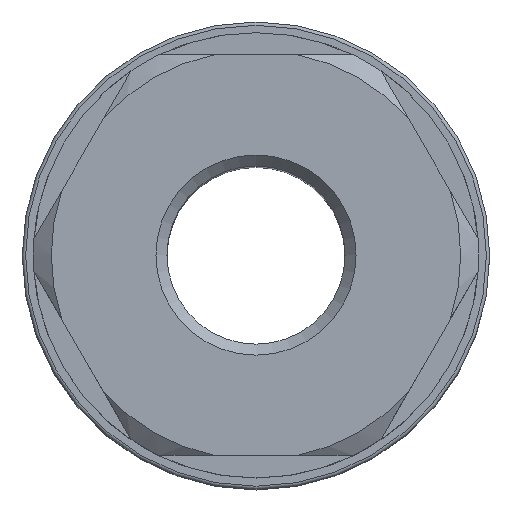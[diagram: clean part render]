
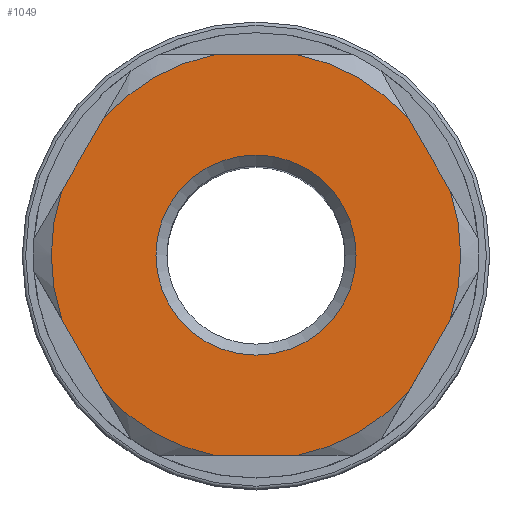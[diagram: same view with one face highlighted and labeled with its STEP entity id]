
A CAD part, top view. The second image highlights one B-rep face of the part: STEP entity #1049.
In plain terms, the highlighted planar face has unit normal (0, 0, 1).
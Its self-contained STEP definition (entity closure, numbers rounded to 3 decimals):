
#80=LINE('',#1456,#110);
#81=LINE('',#1460,#111);
#82=LINE('',#1464,#112);
#83=LINE('',#1468,#113);
#84=LINE('',#1472,#114);
#85=LINE('',#1476,#115);
#110=VECTOR('',#1223,1000.);
#111=VECTOR('',#1226,1000.);
#112=VECTOR('',#1229,1000.);
#113=VECTOR('',#1232,1000.);
#114=VECTOR('',#1235,1000.);
#115=VECTOR('',#1238,1000.);
#140=ORIENTED_EDGE('',*,*,#358,.T.);
#141=ORIENTED_EDGE('',*,*,#359,.F.);
#142=ORIENTED_EDGE('',*,*,#360,.T.);
#143=ORIENTED_EDGE('',*,*,#361,.F.);
#144=ORIENTED_EDGE('',*,*,#362,.T.);
#145=ORIENTED_EDGE('',*,*,#363,.F.);
#146=ORIENTED_EDGE('',*,*,#364,.T.);
#147=ORIENTED_EDGE('',*,*,#365,.F.);
#148=ORIENTED_EDGE('',*,*,#366,.T.);
#149=ORIENTED_EDGE('',*,*,#367,.F.);
#150=ORIENTED_EDGE('',*,*,#368,.T.);
#151=ORIENTED_EDGE('',*,*,#369,.F.);
#152=ORIENTED_EDGE('',*,*,#370,.T.);
#358=EDGE_CURVE('',#467,#467,#547,.F.);
#359=EDGE_CURVE('',#468,#469,#548,.F.);
#360=EDGE_CURVE('',#468,#470,#80,.T.);
#361=EDGE_CURVE('',#471,#470,#549,.F.);
#362=EDGE_CURVE('',#471,#472,#81,.T.);
#363=EDGE_CURVE('',#473,#472,#550,.F.);
#364=EDGE_CURVE('',#473,#474,#82,.T.);
#365=EDGE_CURVE('',#475,#474,#551,.F.);
#366=EDGE_CURVE('',#475,#476,#83,.T.);
#367=EDGE_CURVE('',#477,#476,#552,.F.);
#368=EDGE_CURVE('',#477,#478,#84,.T.);
#369=EDGE_CURVE('',#479,#478,#553,.F.);
#370=EDGE_CURVE('',#479,#469,#85,.T.);
#467=VERTEX_POINT('',#1452);
#468=VERTEX_POINT('',#1454);
#469=VERTEX_POINT('',#1455);
#470=VERTEX_POINT('',#1457);
#471=VERTEX_POINT('',#1459);
#472=VERTEX_POINT('',#1461);
#473=VERTEX_POINT('',#1463);
#474=VERTEX_POINT('',#1465);
#475=VERTEX_POINT('',#1467);
#476=VERTEX_POINT('',#1469);
#477=VERTEX_POINT('',#1471);
#478=VERTEX_POINT('',#1473);
#479=VERTEX_POINT('',#1475);
#547=CIRCLE('',#1115,2.248);
#548=CIRCLE('',#1116,4.597);
#549=CIRCLE('',#1117,4.597);
#550=CIRCLE('',#1118,4.597);
#551=CIRCLE('',#1119,4.597);
#552=CIRCLE('',#1120,4.597);
#553=CIRCLE('',#1121,4.597);
#594=EDGE_LOOP('',(#140));
#595=EDGE_LOOP('',(#141,#142,#143,#144,#145,#146,#147,#148,#149,#150,#151,
#152));
#677=FACE_BOUND('',#594,.T.);
#678=FACE_BOUND('',#595,.T.);
#760=PLANE('',#1114);
#1049=ADVANCED_FACE('',(#677,#678),#760,.T.);
#1114=AXIS2_PLACEMENT_3D('',#1450,#1217,#1218);
#1115=AXIS2_PLACEMENT_3D('',#1451,#1219,#1220);
#1116=AXIS2_PLACEMENT_3D('',#1453,#1221,#1222);
#1117=AXIS2_PLACEMENT_3D('',#1458,#1224,#1225);
#1118=AXIS2_PLACEMENT_3D('',#1462,#1227,#1228);
#1119=AXIS2_PLACEMENT_3D('',#1466,#1230,#1231);
#1120=AXIS2_PLACEMENT_3D('',#1470,#1233,#1234);
#1121=AXIS2_PLACEMENT_3D('',#1474,#1236,#1237);
#1217=DIRECTION('',(0.,0.,1.));
#1218=DIRECTION('',(1.,0.,0.));
#1219=DIRECTION('',(0.,0.,1.));
#1220=DIRECTION('',(1.,0.,0.));
#1221=DIRECTION('',(0.,0.,1.));
#1222=DIRECTION('',(1.,0.,0.));
#1223=DIRECTION('',(0.5,0.866,0.));
#1224=DIRECTION('',(0.,0.,1.));
#1225=DIRECTION('',(1.,0.,0.));
#1226=DIRECTION('',(-0.5,0.866,0.));
#1227=DIRECTION('',(0.,0.,1.));
#1228=DIRECTION('',(1.,0.,0.));
#1229=DIRECTION('',(-1.,0.,0.));
#1230=DIRECTION('',(0.,0.,1.));
#1231=DIRECTION('',(1.,0.,0.));
#1232=DIRECTION('',(-0.5,-0.866,0.));
#1233=DIRECTION('',(0.,0.,1.));
#1234=DIRECTION('',(1.,0.,0.));
#1235=DIRECTION('',(0.5,-0.866,0.));
#1236=DIRECTION('',(0.,0.,1.));
#1237=DIRECTION('',(1.,0.,0.));
#1238=DIRECTION('',(1.,0.,0.));
#1450=CARTESIAN_POINT('',(5.,0.,9.));
#1451=CARTESIAN_POINT('',(0.,0.,9.));
#1452=CARTESIAN_POINT('',(2.248,0.,9.));
#1453=CARTESIAN_POINT('',(0.,0.,9.));
#1454=CARTESIAN_POINT('',(3.427,-3.065,9.));
#1455=CARTESIAN_POINT('',(0.941,-4.5,9.));
#1456=CARTESIAN_POINT('',(2.807,-4.137,9.));
#1457=CARTESIAN_POINT('',(4.368,-1.435,9.));
#1458=CARTESIAN_POINT('',(0.,0.,9.));
#1459=CARTESIAN_POINT('',(4.368,1.435,9.));
#1460=CARTESIAN_POINT('',(4.987,0.363,9.));
#1461=CARTESIAN_POINT('',(3.427,3.065,9.));
#1462=CARTESIAN_POINT('',(0.,0.,9.));
#1463=CARTESIAN_POINT('',(0.941,4.5,9.));
#1464=CARTESIAN_POINT('',(2.179,4.5,9.));
#1465=CARTESIAN_POINT('',(-0.941,4.5,9.));
#1466=CARTESIAN_POINT('',(0.,0.,9.));
#1467=CARTESIAN_POINT('',(-3.427,3.065,9.));
#1468=CARTESIAN_POINT('',(-2.807,4.137,9.));
#1469=CARTESIAN_POINT('',(-4.368,1.435,9.));
#1470=CARTESIAN_POINT('',(0.,0.,9.));
#1471=CARTESIAN_POINT('',(-4.368,-1.435,9.));
#1472=CARTESIAN_POINT('',(-4.987,-0.363,9.));
#1473=CARTESIAN_POINT('',(-3.427,-3.065,9.));
#1474=CARTESIAN_POINT('',(0.,0.,9.));
#1475=CARTESIAN_POINT('',(-0.941,-4.5,9.));
#1476=CARTESIAN_POINT('',(-2.179,-4.5,9.));
